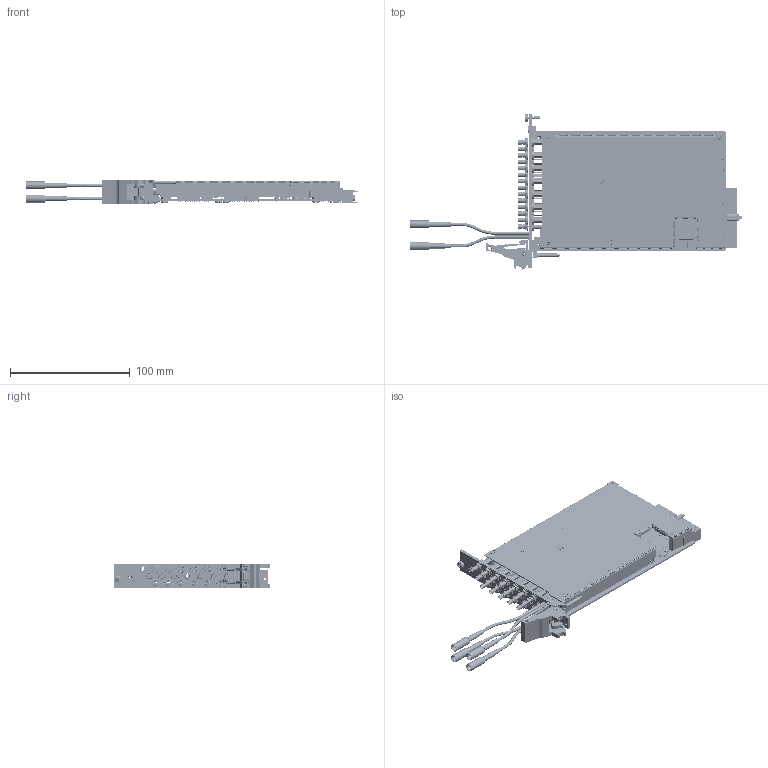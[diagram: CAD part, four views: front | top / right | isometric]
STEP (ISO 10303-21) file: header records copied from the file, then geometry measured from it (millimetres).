
FILE_DESCRIPTION (( 'STEP AP214' ), '1' );
FILE_NAME ('40-727-751-L PXI 16x4 RF Matrix 75 Ohm with Y Loop Thru.STEP', '2013-09-05T09:27:17', ( 'admin' ), ( '' ), 'SwSTEP 2.0', 'SolidWorks 2012', '' );
FILE_SCHEMA (( 'AUTOMOTIVE_DESIGN' ));
Length unit declared in the file: millimetre
Products named in the file (1): 40-727-751-L PXI 16x4 RF Matrix 75 Ohm with Y Loop Thru
Bounding box: 277.11 x 129.66 x 20.02 mm (x, y, z)
Surface area: 122599.3 mm2 (no closed solid volume)
Topology: 0 solids, 1280 shells, 5217 faces, 17882 edges, 13437 vertices
Faces by surface type: plane 2633, cylinder 2189, cone 137, bspline 116, torus 107, sphere 35
Full cylindrical faces by diameter (mm): 0.299 x20, 0.4 x1, 0.5 x628, 0.6 x110, 0.8 x6, 0.899 x74, 0.902 x1, 0.903 x12, 0.905 x13, 0.937 x23, 0.948 x59, 0.984 x26, 0.996 x4, 1.016 x172, 1.04 x2, 1.047 x177, 1.3 x17, 1.496 x2, 1.524 x6, 1.8 x10, 2 x4, 2.05 x2, 2.4 x7, 2.5 x6, 2.7 x1, 2.75 x4, 2.8 x1, 3 x23, 3.25 x20, 3.65 x40
Entity records: 249218 total; most frequent: CARTESIAN_POINT 47621, DIRECTION 30288, ORIENTED_EDGE 21692, EDGE_CURVE 15314, VERTEX_POINT 12633, AXIS2_PLACEMENT_3D 10768, EDGE_LOOP 8866, LINE 8752
